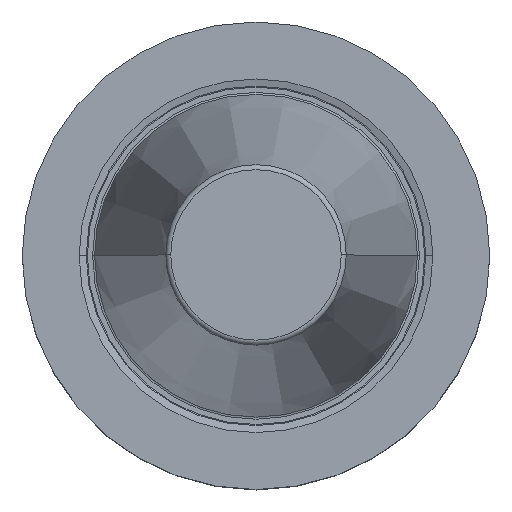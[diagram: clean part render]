
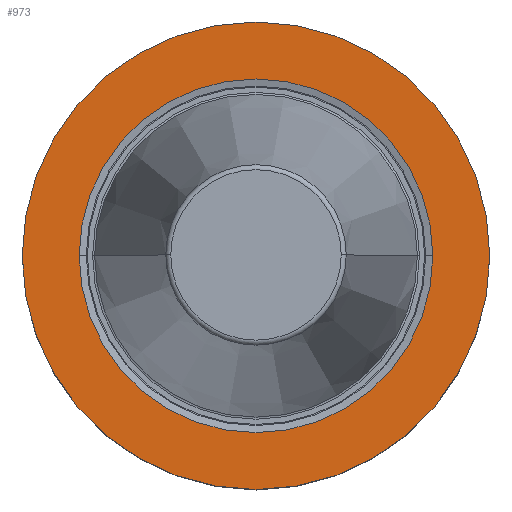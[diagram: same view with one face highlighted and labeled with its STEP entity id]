
A CAD part, top view. The second image highlights one B-rep face of the part: STEP entity #973.
In plain terms, the highlighted planar face has unit normal (0, 0, 1).
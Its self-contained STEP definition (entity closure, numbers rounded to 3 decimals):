
#128=CARTESIAN_POINT('',(0.,0.,-2.));
#129=DIRECTION('',(0.,0.,-1.));
#130=DIRECTION('',(1.,0.,0.));
#131=AXIS2_PLACEMENT_3D('',#128,#129,#130);
#136=CARTESIAN_POINT('',(0.,0.,-2.));
#137=DIRECTION('',(0.,0.,1.));
#138=DIRECTION('',(1.,0.,0.));
#139=AXIS2_PLACEMENT_3D('',#136,#137,#138);
#144=CARTESIAN_POINT('',(0.,0.,-2.));
#145=DIRECTION('',(0.,0.,1.));
#146=DIRECTION('',(1.,0.,0.));
#147=AXIS2_PLACEMENT_3D('',#144,#145,#146);
#152=CARTESIAN_POINT('',(0.,0.,-2.));
#153=DIRECTION('',(0.,0.,1.));
#154=DIRECTION('',(-1.,0.,0.));
#155=AXIS2_PLACEMENT_3D('',#152,#153,#154);
#766=CARTESIAN_POINT('',(23.,0.,-2.));
#767=CARTESIAN_POINT('',(-23.,0.,-2.));
#768=VERTEX_POINT('',#766);
#769=VERTEX_POINT('',#767);
#828=CARTESIAN_POINT('',(17.396,0.,-2.));
#829=VERTEX_POINT('',#828);
#832=CARTESIAN_POINT('',(-17.396,0.,-2.));
#833=VERTEX_POINT('',#832);
#958=CARTESIAN_POINT('',(0.,0.,-2.));
#959=DIRECTION('',(0.,0.,-1.));
#960=DIRECTION('',(-1.,0.,0.));
#961=AXIS2_PLACEMENT_3D('',#958,#959,#960);
#962=PLANE('',#961);
#963=ORIENTED_EDGE('',*,*,#867,.T.);
#964=ORIENTED_EDGE('',*,*,#934,.F.);
#965=EDGE_LOOP('',(#963,#964));
#966=FACE_OUTER_BOUND('',#965,.F.);
#968=ORIENTED_EDGE('',*,*,#967,.T.);
#970=ORIENTED_EDGE('',*,*,#969,.T.);
#971=EDGE_LOOP('',(#968,#970));
#972=FACE_BOUND('',#971,.F.);
#132=CIRCLE('',#131,23.);
#140=CIRCLE('',#139,23.);
#148=CIRCLE('',#147,17.396);
#156=CIRCLE('',#155,17.396);
#867=EDGE_CURVE('',#768,#769,#132,.T.);
#934=EDGE_CURVE('',#768,#769,#140,.T.);
#967=EDGE_CURVE('',#829,#833,#148,.T.);
#969=EDGE_CURVE('',#833,#829,#156,.T.);
#973=ADVANCED_FACE('',(#966,#972),#962,.F.);
